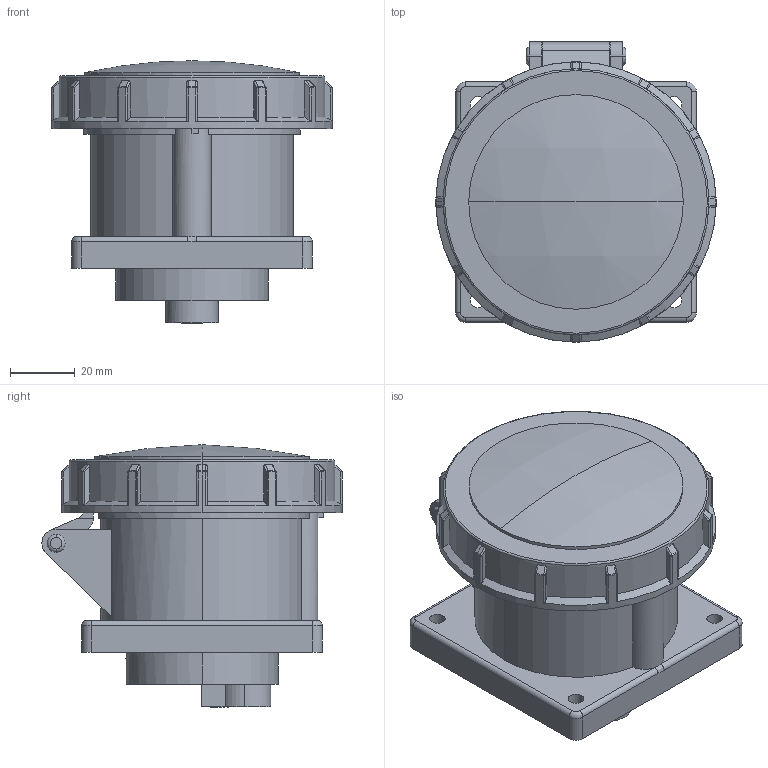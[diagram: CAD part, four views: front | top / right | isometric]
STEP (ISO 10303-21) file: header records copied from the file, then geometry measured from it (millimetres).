
FILE_DESCRIPTION (( 'STEP AP203' ), '1' );
FILE_NAME ('Ðîçåòêà ñòàöèîíàðíàÿ âíóòðåííÿÿ 3152 (ps-3152-16-380).STEP', '2018-09-04T07:03:47', ( '' ), ( '' ), 'SwSTEP 2.0', 'SolidWorks 2017', '' );
FILE_SCHEMA (( 'CONFIG_CONTROL_DESIGN' ));
Length unit declared in the file: millimetre
Products named in the file (4): 扻豵鵨 3152; 崶錒艜; Êðûøêà 3152; Ðîçåòêà ñòàöèîíàðíàÿ âíóòðåííÿÿ 3152 (ps-3152-16-380)
Assembly tree (3 placements, depth 2):
  Ðîçåòêà ñòàöèîíàðíàÿ âíóòðåííÿÿ 3152 (ps-3152-16-380)
    扻豵鵨 3152
    Êðûøêà 3152
    崶錒艜
Bounding box: 86.8 x 93 x 81.3 mm (x, y, z)
Volume: 222901.4 mm3; surface area: 69196.3 mm2
Topology: 3 solids, 4 shells, 470 faces, 1194 edges, 758 vertices
Faces by surface type: plane 194, cylinder 138, bspline 50, sphere 38, cone 27, torus 23
Entity records: 16341 total; most frequent: CARTESIAN_POINT 4826, ORIENTED_EDGE 2340, DIRECTION 2297, EDGE_CURVE 1170, AXIS2_PLACEMENT_3D 863, VERTEX_POINT 746, LINE 571, VECTOR 571
